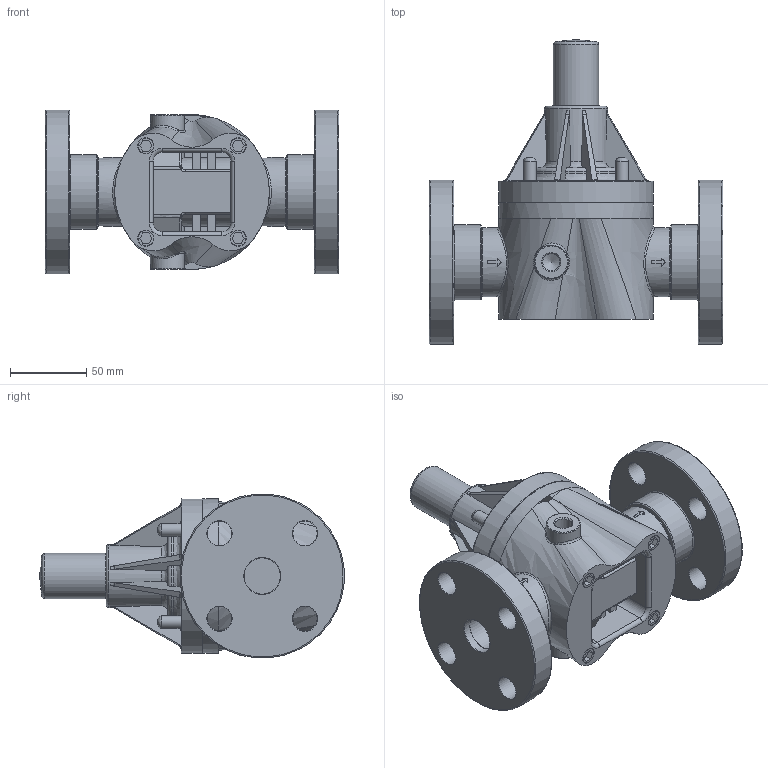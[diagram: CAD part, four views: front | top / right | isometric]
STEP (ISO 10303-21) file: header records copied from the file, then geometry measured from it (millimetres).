
FILE_DESCRIPTION((''),'2;1');
FILE_NAME('ECO-110E-PVC_R0.stp','2017-07-24T14:22:27',('salesdesk5'),(''),'Autodesk Inventor 2009','Autodesk Inventor 2009','');
FILE_SCHEMA(('AUTOMOTIVE_DESIGN { 1 0 10303 214 1 1 1 1 }'));
Length unit declared in the file: inch
Products named in the file (1): ECO-110E-PVC_R0
Bounding box: 192.79 x 199.78 x 107.54 mm (x, y, z)
Volume: 1058669.4 mm3; surface area: 168428.9 mm2
Topology: 1 solids, 15 shells, 440 faces, 1047 edges, 669 vertices
Faces by surface type: plane 167, bspline 116, cylinder 89, torus 53, cone 15
Full cylindrical faces by diameter (mm): 5.842 x4, 8.382 x4, 10.16 x4, 11.112 x1, 11.113 x1, 16.002 x8, 22.225 x2, 23.774 x2, 24.308 x2, 29.972 x1, 33.401 x2, 41.656 x1, 45.085 x2, 49.301 x2, 101.6 x2, 107.95 x2
Entity records: 17380 total; most frequent: CARTESIAN_POINT 7592, ORIENTED_EDGE 1864, DIRECTION 1834, EDGE_CURVE 932, AXIS2_PLACEMENT_3D 725, VERTEX_POINT 654, EDGE_LOOP 592, FACE_OUTER_BOUND 440
